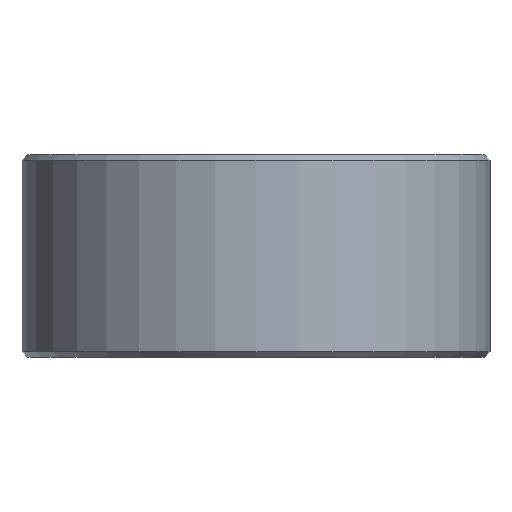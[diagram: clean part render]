
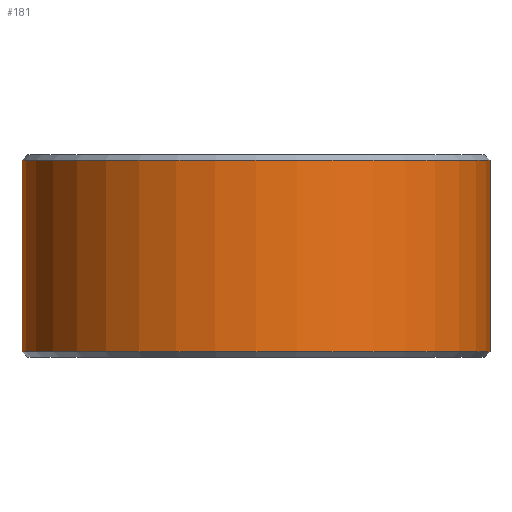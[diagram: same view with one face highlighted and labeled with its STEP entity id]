
A CAD part, front view. The second image highlights one B-rep face of the part: STEP entity #181.
In plain terms, the highlighted cylindrical face has radius 4.04 mm (diameter 8.08 mm), a partial arc.
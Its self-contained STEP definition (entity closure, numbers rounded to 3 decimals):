
#2 = VERTEX_POINT ( 'NONE', #317 ) ;
#20 = CARTESIAN_POINT ( 'NONE',  ( -4.04, 0., -11.427 ) ) ;
#38 = EDGE_CURVE ( 'NONE', #102, #2, #258, .T. ) ;
#47 = CIRCLE ( 'NONE', #134, 4.04 ) ;
#72 = EDGE_CURVE ( 'NONE', #341, #102, #47, .T. ) ;
#76 = VECTOR ( 'NONE', #82, 1000. ) ;
#82 = DIRECTION ( 'NONE',  ( 0., 0., 1. ) ) ;
#98 = DIRECTION ( 'NONE',  ( 0., 0., 1. ) ) ;
#102 = VERTEX_POINT ( 'NONE', #323 ) ;
#105 = VECTOR ( 'NONE', #98, 1000. ) ;
#125 = DIRECTION ( 'NONE',  ( 0., 0., 1. ) ) ;
#127 = FACE_OUTER_BOUND ( 'NONE', #145, .T. ) ;
#134 = AXIS2_PLACEMENT_3D ( 'NONE', #190, #359, #254 ) ;
#145 = EDGE_LOOP ( 'NONE', ( #287, #269, #311, #410 ) ) ;
#149 = CIRCLE ( 'NONE', #201, 4.04 ) ;
#165 = CARTESIAN_POINT ( 'NONE',  ( 0., 0., -11.427 ) ) ;
#181 = ADVANCED_FACE ( 'NONE', ( #127 ), #199, .T. ) ;
#190 = CARTESIAN_POINT ( 'NONE',  ( 0., 0., 0.1 ) ) ;
#194 = LINE ( 'NONE', #20, #105 ) ;
#199 = CYLINDRICAL_SURFACE ( 'NONE', #289, 4.04 ) ;
#201 = AXIS2_PLACEMENT_3D ( 'NONE', #240, #279, #248 ) ;
#212 = VERTEX_POINT ( 'NONE', #238 ) ;
#213 = CARTESIAN_POINT ( 'NONE',  ( -4.04, 0., 0.1 ) ) ;
#222 = EDGE_CURVE ( 'NONE', #341, #212, #194, .T. ) ;
#238 = CARTESIAN_POINT ( 'NONE',  ( -4.04, 0., 3.4 ) ) ;
#240 = CARTESIAN_POINT ( 'NONE',  ( 0., 0., 3.4 ) ) ;
#248 = DIRECTION ( 'NONE',  ( 1., 0., 0. ) ) ;
#254 = DIRECTION ( 'NONE',  ( 1., 0., 0. ) ) ;
#258 = LINE ( 'NONE', #328, #76 ) ;
#268 = DIRECTION ( 'NONE',  ( 1., 0., 0. ) ) ;
#269 = ORIENTED_EDGE ( 'NONE', *, *, #72, .T. ) ;
#279 = DIRECTION ( 'NONE',  ( 0., 0., -1. ) ) ;
#287 = ORIENTED_EDGE ( 'NONE', *, *, #222, .F. ) ;
#289 = AXIS2_PLACEMENT_3D ( 'NONE', #165, #125, #268 ) ;
#311 = ORIENTED_EDGE ( 'NONE', *, *, #38, .T. ) ;
#312 = EDGE_CURVE ( 'NONE', #2, #212, #149, .T. ) ;
#317 = CARTESIAN_POINT ( 'NONE',  ( 4.04, 0., 3.4 ) ) ;
#323 = CARTESIAN_POINT ( 'NONE',  ( 4.04, 0., 0.1 ) ) ;
#328 = CARTESIAN_POINT ( 'NONE',  ( 4.04, 0., -11.427 ) ) ;
#341 = VERTEX_POINT ( 'NONE', #213 ) ;
#359 = DIRECTION ( 'NONE',  ( 0., 0., 1. ) ) ;
#410 = ORIENTED_EDGE ( 'NONE', *, *, #312, .T. ) ;
